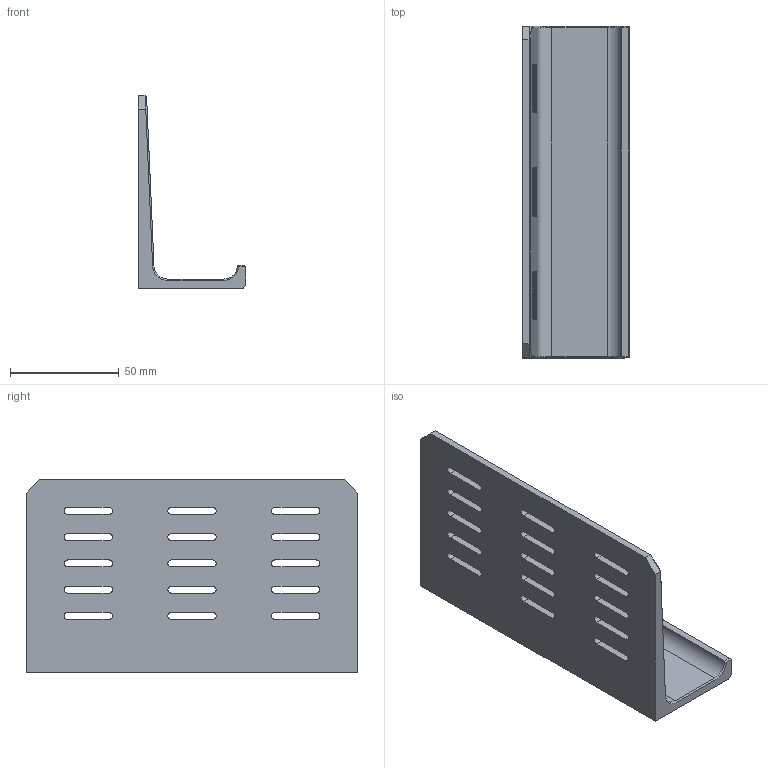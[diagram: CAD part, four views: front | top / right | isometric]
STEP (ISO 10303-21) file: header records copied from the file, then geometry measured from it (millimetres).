
FILE_DESCRIPTION(/* description */ (''),/* implementation_level */ '2;1');
FILE_NAME(/* name */ 'Phone Holder v4.step',/* time_stamp */ '2024-09-16T12:36:19-04:00',/* author */ (''),/* organization */ (''),/* preprocessor_version */ 'ST-DEVELOPER v20',/* originating_system */ 'Autodesk Translation Framework v13.14.0.145',/* authorisation */ '');
FILE_SCHEMA (('AUTOMOTIVE_DESIGN { 1 0 10303 214 3 1 1 }'));
Length unit declared in the file: millimetre
Products named in the file (1): Phone Holder
Bounding box: 49.41 x 152.4 x 88.9 mm (x, y, z)
Volume: 106313.2 mm3; surface area: 45658.8 mm2
Topology: 1 solids, 1 shells, 88 faces, 248 edges, 162 vertices
Faces by surface type: plane 51, cylinder 33, cone 4
Entity records: 2944 total; most frequent: CARTESIAN_POINT 505, ORIENTED_EDGE 496, DIRECTION 494, EDGE_CURVE 248, LINE 176, VECTOR 176, VERTEX_POINT 162, AXIS2_PLACEMENT_3D 159
